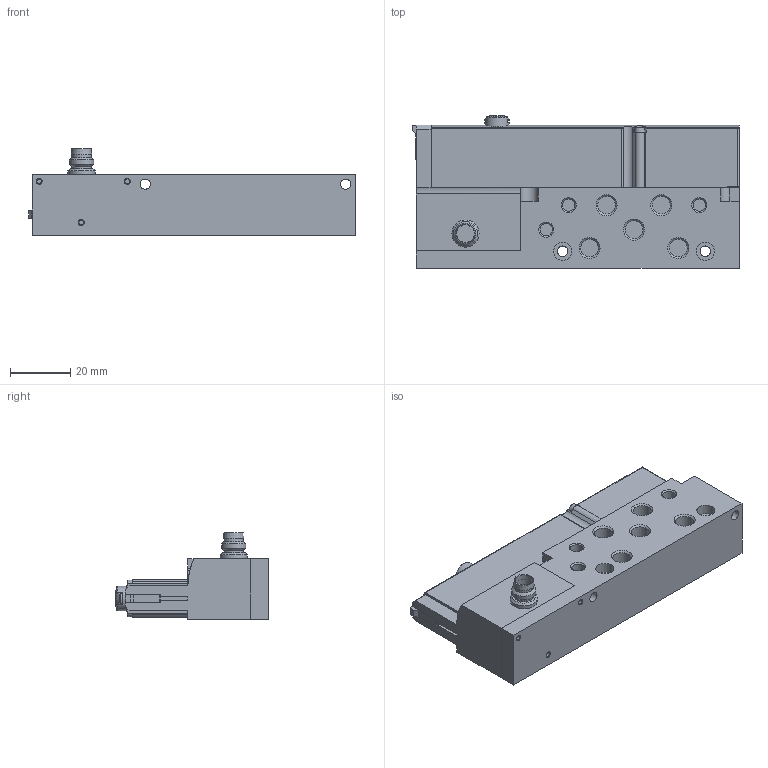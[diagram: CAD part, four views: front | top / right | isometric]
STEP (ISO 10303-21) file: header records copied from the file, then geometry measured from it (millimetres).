
FILE_DESCRIPTION(/* description */ ('STEP AP214'),/* implementation_level */ '2;1');
FILE_NAME(/* name */ '533385_VMPA1-M1H-M-S-M7-PI',/* time_stamp */ '2024-09-16T18:42:24+02:00',/* author */ ('License CC BY-ND 4.0'),/* organization */ ('CADENAS'),/* preprocessor_version */ 'ST-DEVELOPER v19.3',/* originating_system */ 'PARTsolutions',/* authorisation */ ' ');
FILE_SCHEMA (('AUTOMOTIVE_DESIGN {1 0 10303 214 3 1 1}'));
Length unit declared in the file: millimetre
Products named in the file (5): 533385 VMPA1-M1H-M-S-M7-PI---(asm); 533395 VMPA1-IC-AP-S-1---(I); 663204 VMPA1-E-BOX-BG; 533342 VMPA1-M1H-M-PI; 678917 M2x23-10.9
Assembly tree (5 placements, depth 2):
  533385 VMPA1-M1H-M-S-M7-PI---(asm)
    533395 VMPA1-IC-AP-S-1---(I)
    663204 VMPA1-E-BOX-BG
    533342 VMPA1-M1H-M-PI
    678917 M2x23-10.9  x2
Bounding box: 108.5 x 50.79 x 28.8 mm (x, y, z)
Volume: 77165.8 mm3; surface area: 25212.1 mm2
Topology: 5 solids, 5 shells, 291 faces, 682 edges, 438 vertices
Faces by surface type: plane 164, cylinder 75, cone 38, torus 13, sphere 1
Full cylindrical faces by diameter (mm): 1.567 x5, 1.69 x2, 2 x2, 2.3 x4, 2.8 x1, 2.85 x1, 3.4 x2, 3.5 x2, 3.9 x1, 4.134 x3, 4.5 x2, 5.3 x2, 5.8 x1, 5.917 x5, 6 x2, 6.1 x4, 6.4 x2, 8 x1, 8.1 x1, 9 x1
Entity records: 7404 total; most frequent: CARTESIAN_POINT 1281, DIRECTION 1273, ORIENTED_EDGE 1076, EDGE_CURVE 538, AXIS2_PLACEMENT_3D 476, FACE_BOUND 413, EDGE_LOOP 410, VERTEX_POINT 401
